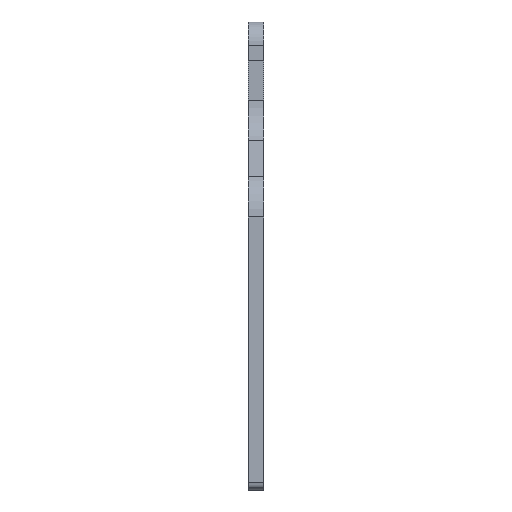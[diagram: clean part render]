
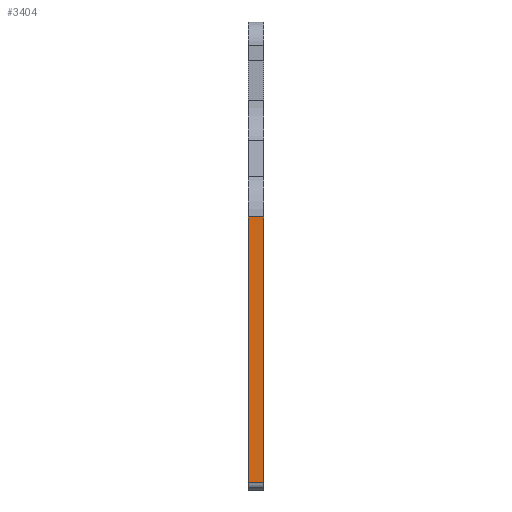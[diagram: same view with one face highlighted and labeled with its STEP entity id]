
A CAD part, left-side view. The second image highlights one B-rep face of the part: STEP entity #3404.
In plain terms, the highlighted planar face has unit normal (-1, 0, 0).
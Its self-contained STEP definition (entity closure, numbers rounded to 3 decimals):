
#227=CARTESIAN_POINT('',(-31.5,0.0,1.));
#228=VERTEX_POINT('',#227);
#236=CARTESIAN_POINT('',(-31.5,2.0,1.));
#237=VERTEX_POINT('',#236);
#238=CARTESIAN_POINT('',(-31.5,0.0,1.));
#239=DIRECTION('',(0.0,1.0,0.0));
#240=VECTOR('',#239,2.0);
#241=LINE('',#238,#240);
#242=EDGE_CURVE('',#228,#237,#241,.T.);
#1920=CARTESIAN_POINT('',(-31.5,0.0,35.0));
#1921=VERTEX_POINT('',#1920);
#1929=CARTESIAN_POINT('',(-31.5,0.0,1.));
#1930=DIRECTION('',(0.0,0.0,1.0));
#1931=VECTOR('',#1930,34.0);
#1932=LINE('',#1929,#1931);
#1933=EDGE_CURVE('',#228,#1921,#1932,.T.);
#3368=CARTESIAN_POINT('',(-31.5,2.0,35.0));
#3369=VERTEX_POINT('',#3368);
#3377=CARTESIAN_POINT('',(-31.5,0.0,35.0));
#3378=DIRECTION('',(0.0,1.0,0.0));
#3379=VECTOR('',#3378,2.0);
#3380=LINE('',#3377,#3379);
#3381=EDGE_CURVE('',#1921,#3369,#3380,.T.);
#3388=CARTESIAN_POINT('',(-31.5,0.0,35.0));
#3389=DIRECTION('',(-1.0,0.0,0.0));
#3390=DIRECTION('',(0.0,0.0,1.0));
#3391=AXIS2_PLACEMENT_3D('',#3388,#3389,#3390);
#3392=PLANE('',#3391);
#3393=ORIENTED_EDGE('',*,*,#242,.F.);
#3394=ORIENTED_EDGE('',*,*,#1933,.T.);
#3395=ORIENTED_EDGE('',*,*,#3381,.T.);
#3396=CARTESIAN_POINT('',(-31.5,2.0,35.0));
#3397=DIRECTION('',(0.0,0.0,-1.0));
#3398=VECTOR('',#3397,34.0);
#3399=LINE('',#3396,#3398);
#3400=EDGE_CURVE('',#3369,#237,#3399,.T.);
#3401=ORIENTED_EDGE('',*,*,#3400,.T.);
#3402=EDGE_LOOP('',(#3393,#3394,#3395,#3401));
#3403=FACE_OUTER_BOUND('',#3402,.T.);
#3404=ADVANCED_FACE('',(#3403),#3392,.T.);
